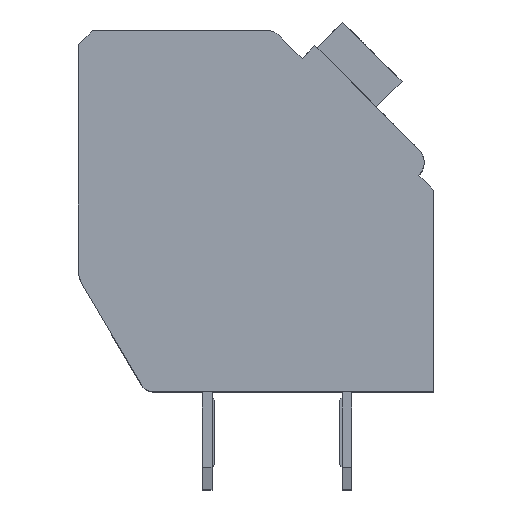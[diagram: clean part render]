
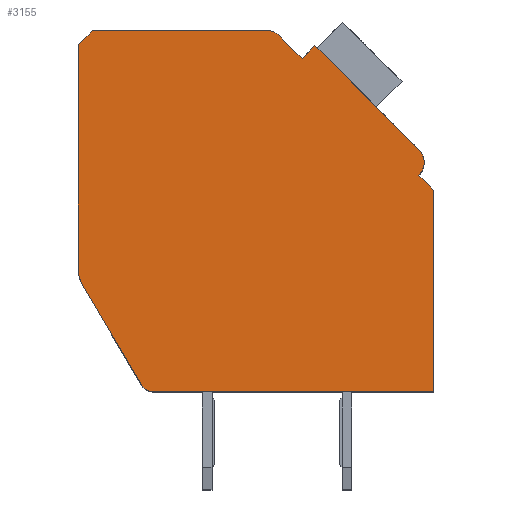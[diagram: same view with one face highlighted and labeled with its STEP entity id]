
A CAD part, top view. The second image highlights one B-rep face of the part: STEP entity #3155.
In plain terms, the highlighted planar face has unit normal (0, 0, 1).
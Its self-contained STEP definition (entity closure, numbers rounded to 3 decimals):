
#133=DIRECTION('',(0.,-1.,0.));
#134=VECTOR('',#133,8.053);
#135=CARTESIAN_POINT('',(-12.7,12.4,2.1));
#136=LINE('',#135,#134);
#137=DIRECTION('',(-0.707,-0.707,0.));
#138=VECTOR('',#137,0.707);
#139=CARTESIAN_POINT('',(-12.2,12.9,2.1));
#140=LINE('',#139,#138);
#141=DIRECTION('',(-1.,0.,0.));
#142=VECTOR('',#141,6.298);
#143=CARTESIAN_POINT('',(-5.902,12.9,2.1));
#144=LINE('',#143,#142);
#145=CARTESIAN_POINT('',(-5.902,12.4,2.1));
#146=DIRECTION('',(0.,0.,1.));
#147=DIRECTION('',(0.707,0.707,0.));
#148=AXIS2_PLACEMENT_3D('',#145,#146,#147);
#150=DIRECTION('',(-0.707,0.707,0.));
#151=VECTOR('',#150,1.197);
#152=CARTESIAN_POINT('',(-4.702,11.907,2.1));
#153=LINE('',#152,#151);
#154=DIRECTION('',(-0.707,-0.707,0.));
#155=VECTOR('',#154,0.65);
#156=CARTESIAN_POINT('',(-4.243,12.367,2.1));
#157=LINE('',#156,#155);
#158=DIRECTION('',(-0.707,0.707,0.));
#159=VECTOR('',#158,5.25);
#160=CARTESIAN_POINT('',(-0.53,8.655,2.1));
#161=LINE('',#160,#159);
#162=CARTESIAN_POINT('',(-0.99,8.195,2.1));
#163=DIRECTION('',(0.,0.,1.));
#164=DIRECTION('',(0.707,-0.707,0.));
#165=AXIS2_PLACEMENT_3D('',#162,#163,#164);
#167=DIRECTION('',(-0.707,0.707,0.));
#168=VECTOR('',#167,0.75);
#169=CARTESIAN_POINT('',(0.,7.205,2.1));
#170=LINE('',#169,#168);
#171=DIRECTION('',(0.,1.,0.));
#172=VECTOR('',#171,7.205);
#173=CARTESIAN_POINT('',(0.,0.,2.1));
#174=LINE('',#173,#172);
#175=DIRECTION('',(1.,0.,0.));
#176=VECTOR('',#175,10.014);
#177=CARTESIAN_POINT('',(-10.014,0.,2.1));
#178=LINE('',#177,#176);
#179=CARTESIAN_POINT('',(-10.014,0.5,2.1));
#180=DIRECTION('',(0.,0.,1.));
#181=DIRECTION('',(-0.862,-0.508,0.));
#182=AXIS2_PLACEMENT_3D('',#179,#180,#181);
#184=DIRECTION('',(0.508,-0.862,0.));
#185=VECTOR('',#184,4.17);
#186=CARTESIAN_POINT('',(-12.562,3.839,2.1));
#187=LINE('',#186,#185);
#188=CARTESIAN_POINT('',(-11.7,4.347,2.1));
#189=DIRECTION('',(0.,0.,1.));
#190=DIRECTION('',(-1.,0.,0.));
#191=AXIS2_PLACEMENT_3D('',#188,#189,#190);
#2317=CARTESIAN_POINT('',(-12.7,12.4,2.1));
#2318=CARTESIAN_POINT('',(-12.7,4.347,2.1));
#2319=VERTEX_POINT('',#2317);
#2320=VERTEX_POINT('',#2318);
#2321=CARTESIAN_POINT('',(-12.562,3.839,2.1));
#2322=VERTEX_POINT('',#2321);
#2323=CARTESIAN_POINT('',(-10.445,0.246,2.1));
#2324=VERTEX_POINT('',#2323);
#2325=CARTESIAN_POINT('',(-10.014,0.,2.1));
#2326=VERTEX_POINT('',#2325);
#2327=CARTESIAN_POINT('',(0.,0.,2.1));
#2328=VERTEX_POINT('',#2327);
#2329=CARTESIAN_POINT('',(0.,7.205,2.1));
#2330=VERTEX_POINT('',#2329);
#2331=CARTESIAN_POINT('',(-0.53,7.735,2.1));
#2332=VERTEX_POINT('',#2331);
#2333=CARTESIAN_POINT('',(-0.53,8.655,2.1));
#2334=VERTEX_POINT('',#2333);
#2335=CARTESIAN_POINT('',(-4.243,12.367,2.1));
#2336=VERTEX_POINT('',#2335);
#2337=CARTESIAN_POINT('',(-4.702,11.907,2.1));
#2338=VERTEX_POINT('',#2337);
#2339=CARTESIAN_POINT('',(-5.548,12.754,2.1));
#2340=VERTEX_POINT('',#2339);
#2341=CARTESIAN_POINT('',(-5.902,12.9,2.1));
#2342=VERTEX_POINT('',#2341);
#2343=CARTESIAN_POINT('',(-12.2,12.9,2.1));
#2344=VERTEX_POINT('',#2343);
#3122=CARTESIAN_POINT('',(0.,0.,2.1));
#3123=DIRECTION('',(0.,0.,1.));
#3124=DIRECTION('',(1.,0.,0.));
#3125=AXIS2_PLACEMENT_3D('',#3122,#3123,#3124);
#3126=PLANE('',#3125);
#3127=ORIENTED_EDGE('',*,*,#3036,.F.);
#3129=ORIENTED_EDGE('',*,*,#3128,.F.);
#3131=ORIENTED_EDGE('',*,*,#3130,.F.);
#3133=ORIENTED_EDGE('',*,*,#3132,.F.);
#3135=ORIENTED_EDGE('',*,*,#3134,.F.);
#3137=ORIENTED_EDGE('',*,*,#3136,.F.);
#3139=ORIENTED_EDGE('',*,*,#3138,.F.);
#3141=ORIENTED_EDGE('',*,*,#3140,.F.);
#3143=ORIENTED_EDGE('',*,*,#3142,.F.);
#3145=ORIENTED_EDGE('',*,*,#3144,.F.);
#3147=ORIENTED_EDGE('',*,*,#3146,.F.);
#3149=ORIENTED_EDGE('',*,*,#3148,.F.);
#3151=ORIENTED_EDGE('',*,*,#3150,.F.);
#3152=ORIENTED_EDGE('',*,*,#3085,.F.);
#3153=EDGE_LOOP('',(#3127,#3129,#3131,#3133,#3135,#3137,#3139,#3141,#3143,#3145,
#3147,#3149,#3151,#3152));
#3154=FACE_OUTER_BOUND('',#3153,.F.);
#149=CIRCLE('',#148,0.5);
#166=CIRCLE('',#165,0.65);
#183=CIRCLE('',#182,0.5);
#192=CIRCLE('',#191,1.);
#3036=EDGE_CURVE('',#2319,#2320,#136,.T.);
#3085=EDGE_CURVE('',#2320,#2322,#192,.T.);
#3128=EDGE_CURVE('',#2344,#2319,#140,.T.);
#3130=EDGE_CURVE('',#2342,#2344,#144,.T.);
#3132=EDGE_CURVE('',#2340,#2342,#149,.T.);
#3134=EDGE_CURVE('',#2338,#2340,#153,.T.);
#3136=EDGE_CURVE('',#2336,#2338,#157,.T.);
#3138=EDGE_CURVE('',#2334,#2336,#161,.T.);
#3140=EDGE_CURVE('',#2332,#2334,#166,.T.);
#3142=EDGE_CURVE('',#2330,#2332,#170,.T.);
#3144=EDGE_CURVE('',#2328,#2330,#174,.T.);
#3146=EDGE_CURVE('',#2326,#2328,#178,.T.);
#3148=EDGE_CURVE('',#2324,#2326,#183,.T.);
#3150=EDGE_CURVE('',#2322,#2324,#187,.T.);
#3155=ADVANCED_FACE('',(#3154),#3126,.T.);
